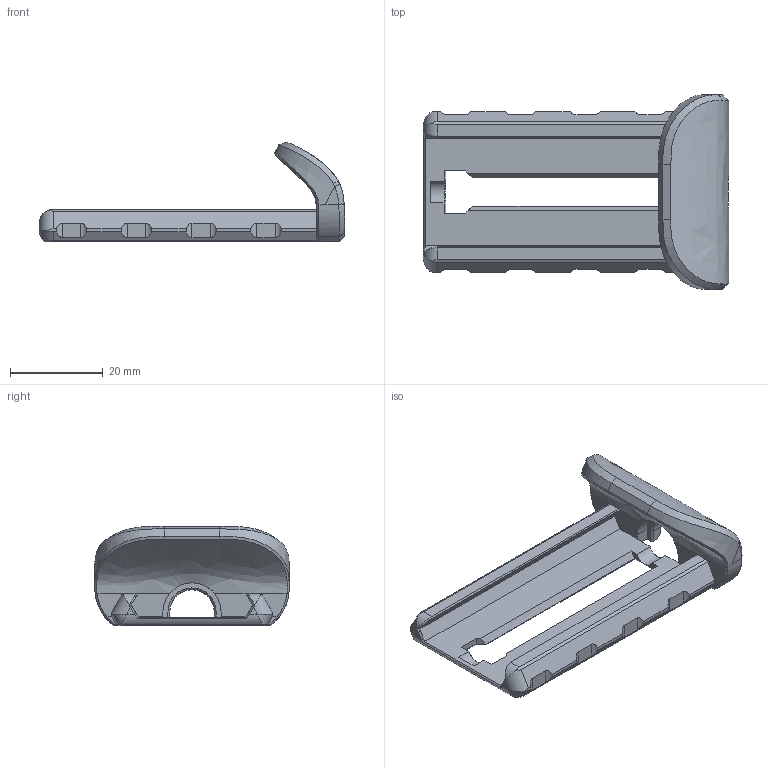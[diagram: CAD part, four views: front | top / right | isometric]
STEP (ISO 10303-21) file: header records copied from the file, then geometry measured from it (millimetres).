
FILE_DESCRIPTION(/* description */ (''),/* implementation_level */ '2;1');
FILE_NAME(/* name */ 'Phone Clamp A.step',/* time_stamp */ '2019-07-26T23:14:34+10:00',/* author */ (''),/* organization */ (''),/* preprocessor_version */ 'ST-DEVELOPER v18',/* originating_system */ 'Autodesk Translation Framework v8.2.0.1029',/* authorisation */ '');
FILE_SCHEMA (('AUTOMOTIVE_DESIGN { 1 0 10303 214 3 1 1 }'));
Length unit declared in the file: millimetre
Products named in the file (2): Phone Clamp; Component2
Assembly tree (1 placements, depth 2):
  Phone Clamp
    Component2
Bounding box: 66 x 42 x 21.56 mm (x, y, z)
Volume: 10287.2 mm3; surface area: 7179.6 mm2
Topology: 1 solids, 1 shells, 180 faces, 481 edges, 300 vertices
Faces by surface type: plane 108, bspline 35, cylinder 29, cone 8
Entity records: 6600 total; most frequent: CARTESIAN_POINT 2314, ORIENTED_EDGE 962, DIRECTION 757, EDGE_CURVE 481, LINE 319, VECTOR 319, VERTEX_POINT 300, AXIS2_PLACEMENT_3D 219
